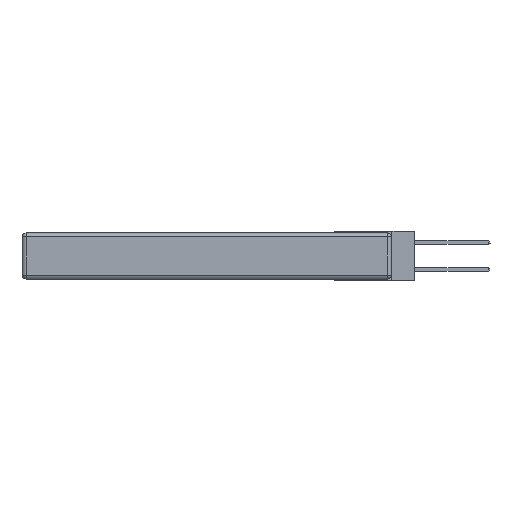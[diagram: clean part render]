
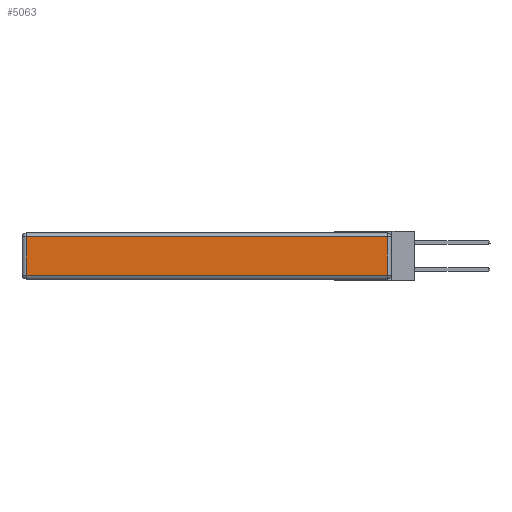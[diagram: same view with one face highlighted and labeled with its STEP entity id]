
A CAD part, left-side view. The second image highlights one B-rep face of the part: STEP entity #5063.
In plain terms, the highlighted planar face has unit normal (-1, 0, 0).
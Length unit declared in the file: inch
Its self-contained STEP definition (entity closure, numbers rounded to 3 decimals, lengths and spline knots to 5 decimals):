
#91 = ORIENTED_EDGE ( 'NONE', *, *, #10958, .T. ) ;
#1587 = DIRECTION ( 'NONE',  ( 0., 0., 1. ) ) ;
#1784 = VERTEX_POINT ( 'NONE', #1790 ) ;
#1790 = CARTESIAN_POINT ( 'NONE',  ( 0., 0.03, -0.03 ) ) ;
#2345 = LINE ( 'NONE', #15866, #15189 ) ;
#2559 = VERTEX_POINT ( 'NONE', #6043 ) ;
#2711 = CARTESIAN_POINT ( 'NONE',  ( 0., 2.75, -0.03 ) ) ;
#2780 = EDGE_CURVE ( 'NONE', #2559, #4188, #7188, .T. ) ;
#3466 = DIRECTION ( 'NONE',  ( 0., -1., 0. ) ) ;
#3614 = ORIENTED_EDGE ( 'NONE', *, *, #9385, .T. ) ;
#3701 = DIRECTION ( 'NONE',  ( 0., 0., -1. ) ) ;
#4114 = PLANE ( 'NONE',  #5554 ) ;
#4188 = VERTEX_POINT ( 'NONE', #8950 ) ;
#5063 = ADVANCED_FACE ( 'NONE', ( #12345 ), #4114, .T. ) ;
#5554 = AXIS2_PLACEMENT_3D ( 'NONE', #15249, #12812, #12864 ) ;
#6043 = CARTESIAN_POINT ( 'NONE',  ( 0., 2.72, -0.03 ) ) ;
#6570 = VECTOR ( 'NONE', #12718, 39.37008 ) ;
#6706 = EDGE_CURVE ( 'NONE', #8205, #1784, #10313, .T. ) ;
#7188 = LINE ( 'NONE', #15937, #9707 ) ;
#8205 = VERTEX_POINT ( 'NONE', #10592 ) ;
#8950 = CARTESIAN_POINT ( 'NONE',  ( 0., 2.72, -0.313 ) ) ;
#9385 = EDGE_CURVE ( 'NONE', #1784, #2559, #16108, .T. ) ;
#9568 = ORIENTED_EDGE ( 'NONE', *, *, #6706, .T. ) ;
#9707 = VECTOR ( 'NONE', #3701, 39.37008 ) ;
#10313 = LINE ( 'NONE', #11581, #15990 ) ;
#10361 = ORIENTED_EDGE ( 'NONE', *, *, #2780, .T. ) ;
#10592 = CARTESIAN_POINT ( 'NONE',  ( 0., 0.03, -0.313 ) ) ;
#10958 = EDGE_CURVE ( 'NONE', #4188, #8205, #2345, .T. ) ;
#11581 = CARTESIAN_POINT ( 'NONE',  ( 0., 0.03, -0.343 ) ) ;
#12345 = FACE_OUTER_BOUND ( 'NONE', #14531, .T. ) ;
#12718 = DIRECTION ( 'NONE',  ( 0., 1., 0. ) ) ;
#12812 = DIRECTION ( 'NONE',  ( -1., 0., 0. ) ) ;
#12864 = DIRECTION ( 'NONE',  ( 0., 0., 1. ) ) ;
#14531 = EDGE_LOOP ( 'NONE', ( #91, #9568, #3614, #10361 ) ) ;
#15189 = VECTOR ( 'NONE', #3466, 39.37008 ) ;
#15249 = CARTESIAN_POINT ( 'NONE',  ( 0., 0., -0.343 ) ) ;
#15866 = CARTESIAN_POINT ( 'NONE',  ( 0., 0., -0.313 ) ) ;
#15937 = CARTESIAN_POINT ( 'NONE',  ( 0., 2.72, -0.343 ) ) ;
#15990 = VECTOR ( 'NONE', #1587, 39.37008 ) ;
#16108 = LINE ( 'NONE', #2711, #6570 ) ;
